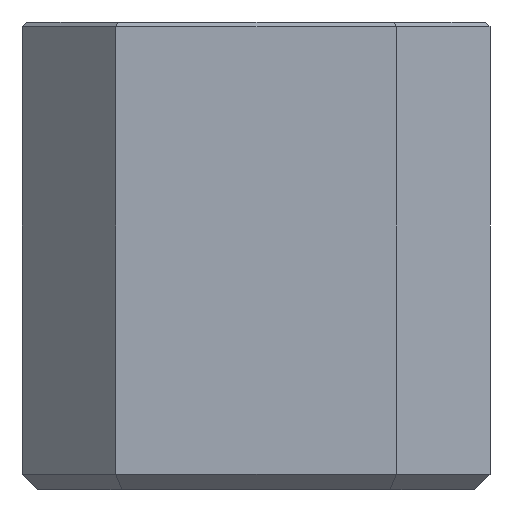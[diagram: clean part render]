
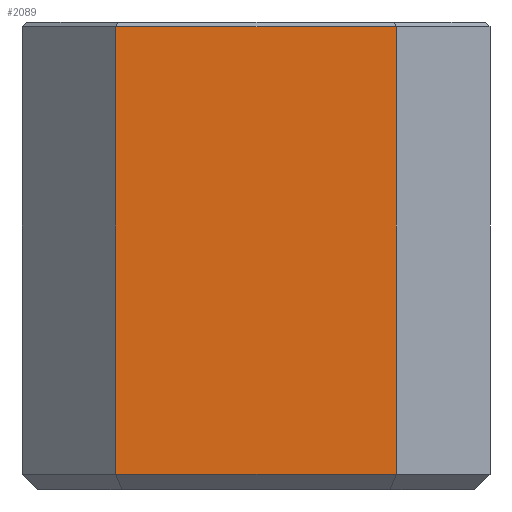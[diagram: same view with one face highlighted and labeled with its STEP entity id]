
A CAD part, left-side view. The second image highlights one B-rep face of the part: STEP entity #2089.
In plain terms, the highlighted planar face has unit normal (-1, 0, 0).
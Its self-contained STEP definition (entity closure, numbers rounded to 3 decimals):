
#924 = ORIENTED_EDGE ( 'NONE', *, *, #4613, .T. ) ;
#1432 = VECTOR ( 'NONE', #6641, 1000. ) ;
#1886 = CARTESIAN_POINT ( 'NONE',  ( -21., -9., -14. ) ) ;
#2089 = ADVANCED_FACE ( 'NONE', ( #17550 ), #7723, .F. ) ;
#3280 = VERTEX_POINT ( 'NONE', #13064 ) ;
#4403 = EDGE_LOOP ( 'NONE', ( #21583, #924, #24075, #25978 ) ) ;
#4543 = DIRECTION ( 'NONE',  ( 0., 0., 1. ) ) ;
#4613 = EDGE_CURVE ( 'NONE', #4861, #3280, #20852, .T. ) ;
#4861 = VERTEX_POINT ( 'NONE', #13553 ) ;
#5812 = DIRECTION ( 'NONE',  ( 1., 0., 0. ) ) ;
#6622 = LINE ( 'NONE', #22694, #17882 ) ;
#6641 = DIRECTION ( 'NONE',  ( 0., 1., 0. ) ) ;
#6735 = VECTOR ( 'NONE', #4543, 1000. ) ;
#7723 = PLANE ( 'NONE',  #8985 ) ;
#8985 = AXIS2_PLACEMENT_3D ( 'NONE', #17905, #5812, #15754 ) ;
#10116 = EDGE_CURVE ( 'NONE', #3280, #20972, #18494, .T. ) ;
#10347 = VECTOR ( 'NONE', #14669, 1000. ) ;
#12052 = LINE ( 'NONE', #12429, #6735 ) ;
#12246 = CARTESIAN_POINT ( 'NONE',  ( -21., 9., 14.7 ) ) ;
#12429 = CARTESIAN_POINT ( 'NONE',  ( -21., -9., 15. ) ) ;
#13064 = CARTESIAN_POINT ( 'NONE',  ( -21., 9., 14.7 ) ) ;
#13553 = CARTESIAN_POINT ( 'NONE',  ( -21., -9., 14.7 ) ) ;
#14669 = DIRECTION ( 'NONE',  ( 0., 0., -1. ) ) ;
#15754 = DIRECTION ( 'NONE',  ( 0., 0., -1. ) ) ;
#17550 = FACE_OUTER_BOUND ( 'NONE', #4403, .T. ) ;
#17882 = VECTOR ( 'NONE', #18543, 1000. ) ;
#17905 = CARTESIAN_POINT ( 'NONE',  ( -21., 15., 15. ) ) ;
#18379 = EDGE_CURVE ( 'NONE', #20972, #20790, #6622, .T. ) ;
#18494 = LINE ( 'NONE', #24645, #10347 ) ;
#18543 = DIRECTION ( 'NONE',  ( 0., -1., 0. ) ) ;
#20790 = VERTEX_POINT ( 'NONE', #1886 ) ;
#20852 = LINE ( 'NONE', #12246, #1432 ) ;
#20972 = VERTEX_POINT ( 'NONE', #21015 ) ;
#21015 = CARTESIAN_POINT ( 'NONE',  ( -21., 9., -14. ) ) ;
#21583 = ORIENTED_EDGE ( 'NONE', *, *, #22124, .T. ) ;
#22124 = EDGE_CURVE ( 'NONE', #20790, #4861, #12052, .T. ) ;
#22694 = CARTESIAN_POINT ( 'NONE',  ( -21., 15., -14. ) ) ;
#24075 = ORIENTED_EDGE ( 'NONE', *, *, #10116, .T. ) ;
#24645 = CARTESIAN_POINT ( 'NONE',  ( -21., 9., 15. ) ) ;
#25978 = ORIENTED_EDGE ( 'NONE', *, *, #18379, .T. ) ;
